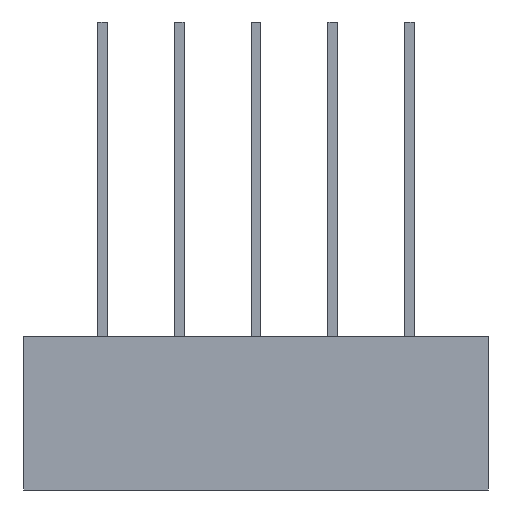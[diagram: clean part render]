
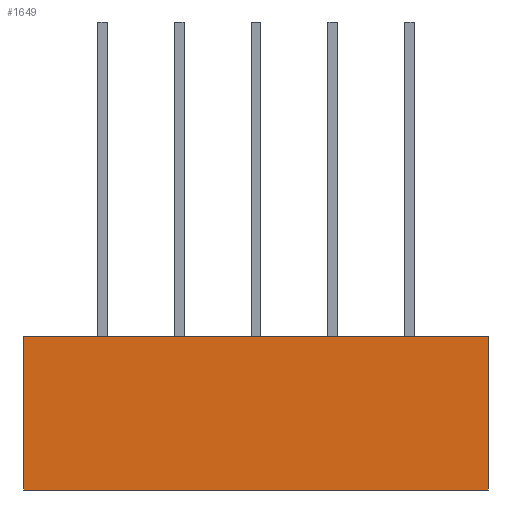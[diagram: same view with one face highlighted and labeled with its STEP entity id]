
A CAD part, left-side view. The second image highlights one B-rep face of the part: STEP entity #1649.
In plain terms, the highlighted planar face has unit normal (-1, 0, 0).
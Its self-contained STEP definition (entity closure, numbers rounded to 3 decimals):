
#45 = CARTESIAN_POINT ( 'NONE',  ( -4.05, 6.05, 4. ) ) ;
#59 = ORIENTED_EDGE ( 'NONE', *, *, #933, .T. ) ;
#90 = VECTOR ( 'NONE', #1027, 1000. ) ;
#112 = EDGE_CURVE ( 'NONE', #944, #702, #954, .T. ) ;
#174 = VECTOR ( 'NONE', #1190, 1000. ) ;
#199 = CARTESIAN_POINT ( 'NONE',  ( -4.05, -6.05, 0. ) ) ;
#202 = CARTESIAN_POINT ( 'NONE',  ( -4.05, 6.05, 0. ) ) ;
#207 = VERTEX_POINT ( 'NONE', #400 ) ;
#267 = PLANE ( 'NONE',  #1045 ) ;
#316 = VECTOR ( 'NONE', #1563, 1000. ) ;
#339 = DIRECTION ( 'NONE',  ( 0., 0., -1. ) ) ;
#400 = CARTESIAN_POINT ( 'NONE',  ( -4.05, 6.05, 0. ) ) ;
#546 = EDGE_CURVE ( 'NONE', #1721, #207, #1337, .T. ) ;
#581 = VECTOR ( 'NONE', #339, 1000. ) ;
#625 = ORIENTED_EDGE ( 'NONE', *, *, #1219, .F. ) ;
#702 = VERTEX_POINT ( 'NONE', #199 ) ;
#714 = DIRECTION ( 'NONE',  ( 0., 1., 0. ) ) ;
#722 = LINE ( 'NONE', #834, #316 ) ;
#834 = CARTESIAN_POINT ( 'NONE',  ( -4.05, 6.05, 4. ) ) ;
#869 = FACE_OUTER_BOUND ( 'NONE', #1418, .T. ) ;
#933 = EDGE_CURVE ( 'NONE', #207, #702, #1350, .T. ) ;
#944 = VERTEX_POINT ( 'NONE', #1201 ) ;
#954 = LINE ( 'NONE', #1519, #581 ) ;
#1027 = DIRECTION ( 'NONE',  ( 0., -1., 0. ) ) ;
#1045 = AXIS2_PLACEMENT_3D ( 'NONE', #1424, #1732, #714 ) ;
#1123 = ORIENTED_EDGE ( 'NONE', *, *, #546, .T. ) ;
#1187 = CARTESIAN_POINT ( 'NONE',  ( -4.05, 6.05, 4. ) ) ;
#1190 = DIRECTION ( 'NONE',  ( 0., 0., -1. ) ) ;
#1201 = CARTESIAN_POINT ( 'NONE',  ( -4.05, -6.05, 4. ) ) ;
#1219 = EDGE_CURVE ( 'NONE', #1721, #944, #722, .T. ) ;
#1337 = LINE ( 'NONE', #45, #174 ) ;
#1350 = LINE ( 'NONE', #202, #90 ) ;
#1418 = EDGE_LOOP ( 'NONE', ( #59, #1728, #625, #1123 ) ) ;
#1424 = CARTESIAN_POINT ( 'NONE',  ( -4.05, 6.05, 4. ) ) ;
#1519 = CARTESIAN_POINT ( 'NONE',  ( -4.05, -6.05, 4. ) ) ;
#1563 = DIRECTION ( 'NONE',  ( 0., -1., 0. ) ) ;
#1649 = ADVANCED_FACE ( 'NONE', ( #869 ), #267, .F. ) ;
#1721 = VERTEX_POINT ( 'NONE', #1187 ) ;
#1728 = ORIENTED_EDGE ( 'NONE', *, *, #112, .F. ) ;
#1732 = DIRECTION ( 'NONE',  ( 1., 0., 0. ) ) ;
